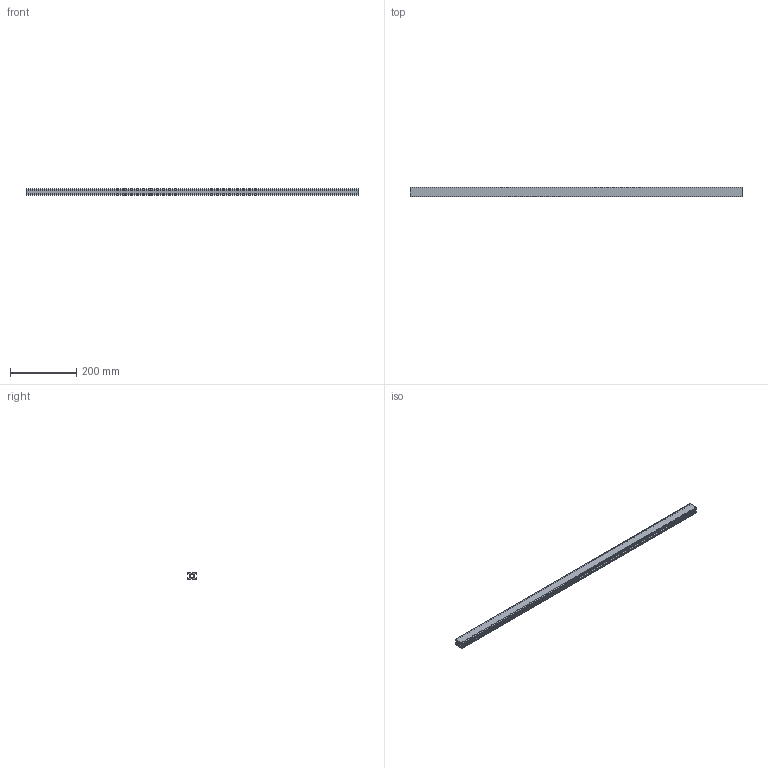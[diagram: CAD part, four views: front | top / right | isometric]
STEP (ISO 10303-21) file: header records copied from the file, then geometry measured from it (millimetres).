
FILE_DESCRIPTION (( 'STEP AP214' ), '1' );
FILE_NAME ('1.0203.2.SPRS.STEP', '2025-06-11T13:18:01', ( '' ), ( '' ), 'SwSTEP 2.0', 'SolidWorks 2023', '' );
FILE_SCHEMA (( 'AUTOMOTIVE_DESIGN' ));
Length unit declared in the file: millimetre
Products named in the file (1): 1.0203.2.SPRS
Bounding box: 1000 x 30 x 20 mm (x, y, z)
Volume: 283899.4 mm3; surface area: 196944.1 mm2
Topology: 1 solids, 1 shells, 65 faces, 189 edges, 126 vertices
Faces by surface type: plane 34, cylinder 31
Entity records: 2192 total; most frequent: DIRECTION 383, CARTESIAN_POINT 381, ORIENTED_EDGE 378, EDGE_CURVE 189, AXIS2_PLACEMENT_3D 128, VECTOR 127, LINE 127, VERTEX_POINT 126
